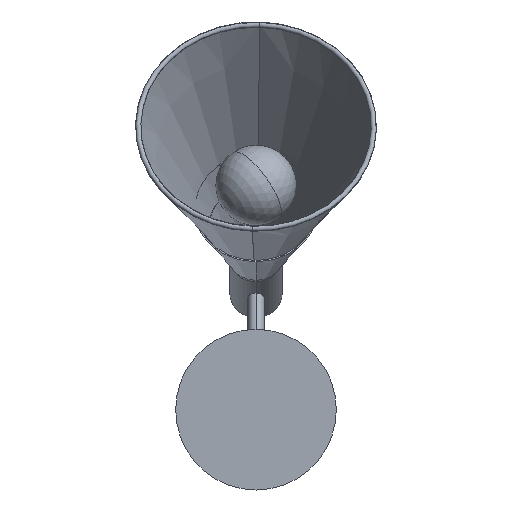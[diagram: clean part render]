
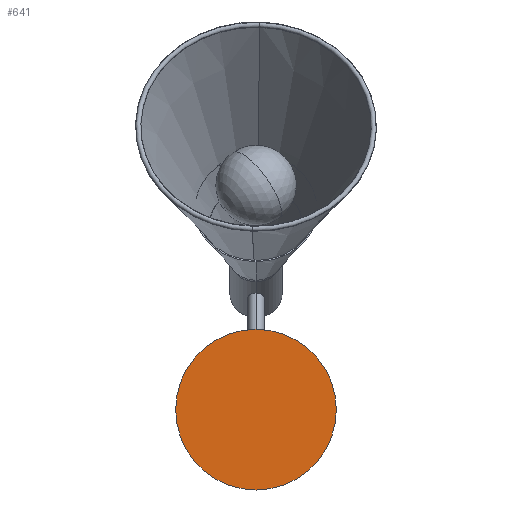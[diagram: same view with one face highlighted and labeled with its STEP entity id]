
A CAD part, front view. The second image highlights one B-rep face of the part: STEP entity #641.
In plain terms, the highlighted planar face has unit normal (0, -1, 0).
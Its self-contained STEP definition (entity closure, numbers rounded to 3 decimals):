
#2 = CARTESIAN_POINT ( 'NONE',  ( 0., 0., 0. ) ) ;
#4 = FACE_OUTER_BOUND ( 'NONE', #231, .T. ) ;
#71 = DIRECTION ( 'NONE',  ( 0., 1., 0. ) ) ;
#209 = CIRCLE ( 'NONE', #822, 60. ) ;
#211 = VERTEX_POINT ( 'NONE', #554 ) ;
#231 = EDGE_LOOP ( 'NONE', ( #584, #570 ) ) ;
#234 = DIRECTION ( 'NONE',  ( 0., 0., 1. ) ) ;
#251 = EDGE_CURVE ( 'NONE', #211, #854, #209, .T. ) ;
#334 = CIRCLE ( 'NONE', #639, 60. ) ;
#347 = DIRECTION ( 'NONE',  ( 0., 0., 1. ) ) ;
#353 = DIRECTION ( 'NONE',  ( 0., 1., 0. ) ) ;
#504 = DIRECTION ( 'NONE',  ( 0., 0., 1. ) ) ;
#554 = CARTESIAN_POINT ( 'NONE',  ( 0., 0., -60. ) ) ;
#570 = ORIENTED_EDGE ( 'NONE', *, *, #619, .F. ) ;
#584 = ORIENTED_EDGE ( 'NONE', *, *, #251, .F. ) ;
#619 = EDGE_CURVE ( 'NONE', #854, #211, #334, .T. ) ;
#639 = AXIS2_PLACEMENT_3D ( 'NONE', #744, #662, #234 ) ;
#641 = ADVANCED_FACE ( 'NONE', ( #4 ), #704, .F. ) ;
#662 = DIRECTION ( 'NONE',  ( 0., 1., 0. ) ) ;
#667 = CARTESIAN_POINT ( 'NONE',  ( 0., 0., 60. ) ) ;
#704 = PLANE ( 'NONE',  #824 ) ;
#744 = CARTESIAN_POINT ( 'NONE',  ( 0., 0., 0. ) ) ;
#777 = CARTESIAN_POINT ( 'NONE',  ( 0., 0., 0. ) ) ;
#822 = AXIS2_PLACEMENT_3D ( 'NONE', #2, #353, #347 ) ;
#824 = AXIS2_PLACEMENT_3D ( 'NONE', #777, #71, #504 ) ;
#854 = VERTEX_POINT ( 'NONE', #667 ) ;
